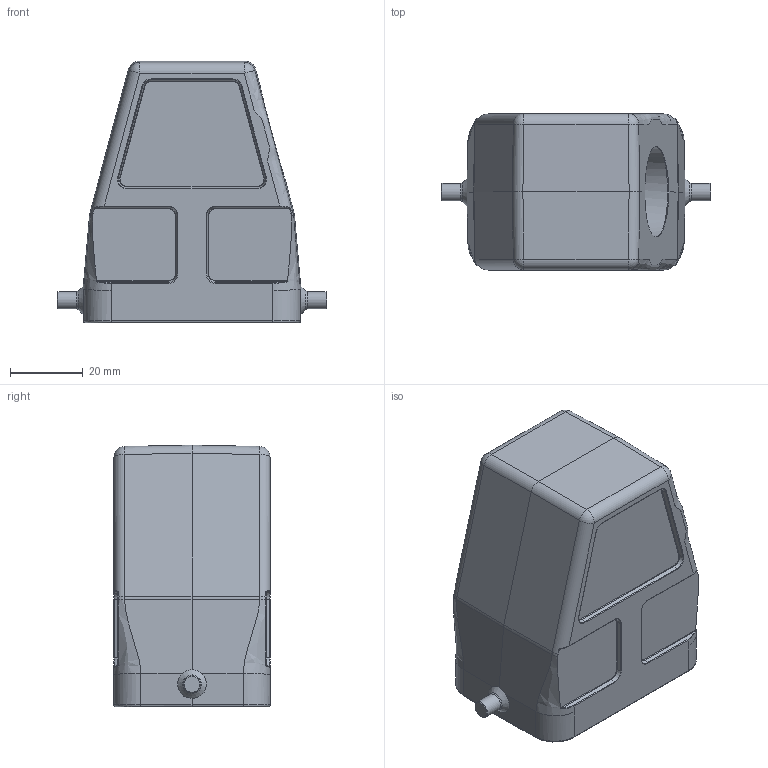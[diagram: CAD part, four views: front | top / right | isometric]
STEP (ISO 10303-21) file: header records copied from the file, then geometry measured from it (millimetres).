
FILE_DESCRIPTION(/* description */ (''),/* implementation_level */ '2;1');
FILE_NAME(/* name */ '100095430ugm000_e.stp',/* time_stamp */ '2017-11-10T14:45:19+01:00',/* author */ (''),/* organization */ (''),/* preprocessor_version */ 'ST-DEVELOPER v16',/* originating_system */ 'SIEMENS PLM Software NX 10.0',/* authorisation */ '');
FILE_SCHEMA (('AUTOMOTIVE_DESIGN { 1 0 10303 214 3 1 1 1 }'));
Length unit declared in the file: millimetre
Products named in the file (1): 100095430ugm000_e
Bounding box: 74.2 x 43 x 72 mm (x, y, z)
Volume: 43342.5 mm3; surface area: 27313.1 mm2
Topology: 1 solids, 1 shells, 415 faces, 1050 edges, 651 vertices
Faces by surface type: plane 158, cylinder 110, bspline 60, torus 42, cone 39, sphere 6
Full cylindrical faces by diameter (mm): 3 x4, 4.8 x2, 25 x1
Entity records: 15694 total; most frequent: CARTESIAN_POINT 5397, DIRECTION 1953, ORIENTED_EDGE 1936, EDGE_CURVE 968, AXIS2_PLACEMENT_3D 729, VERTEX_POINT 595, LINE 495, VECTOR 495
